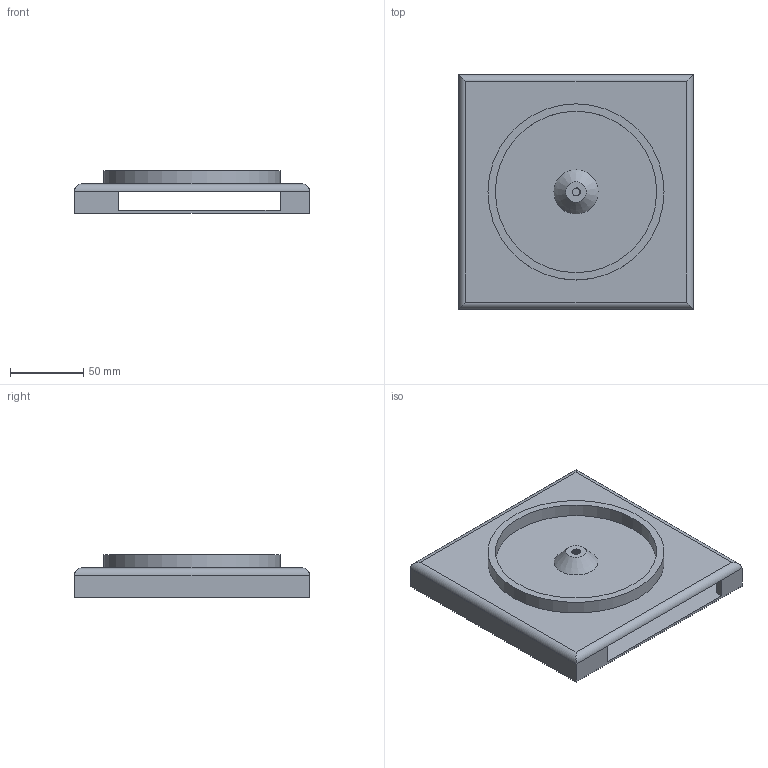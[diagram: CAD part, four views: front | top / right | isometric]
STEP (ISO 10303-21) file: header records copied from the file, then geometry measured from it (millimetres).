
FILE_DESCRIPTION(/* description */ (''),/* implementation_level */ '2;1');
FILE_NAME(/* name */ 'LED Box Holder.step',/* time_stamp */ '2025-11-06T16:33:09Z',/* author */ (''),/* organization */ (''),/* preprocessor_version */ 'ST-DEVELOPER v20.1',/* originating_system */ 'Autodesk Translation Framework v14.17.0.0',/* authorisation */ '');
FILE_SCHEMA (('AUTOMOTIVE_DESIGN { 1 0 10303 214 3 1 1 }'));
Length unit declared in the file: millimetre
Products named in the file (2): LED_Box_Holder; Component1
Assembly tree (1 placements, depth 2):
  LED_Box_Holder
    Component1
Bounding box: 160 x 160 x 29 mm (x, y, z)
Volume: 210306.4 mm3; surface area: 114630.1 mm2
Topology: 1 solids, 1 shells, 64 faces, 176 edges, 114 vertices
Faces by surface type: plane 33, cylinder 28, bspline 2, cone 1
Full cylindrical faces by diameter (mm): 5.035 x5, 6.147 x2, 110 x1, 120 x1
Entity records: 3496 total; most frequent: CARTESIAN_POINT 1896, ORIENTED_EDGE 352, DIRECTION 272, EDGE_CURVE 176, LINE 114, VECTOR 114, VERTEX_POINT 114, AXIS2_PLACEMENT_3D 79
